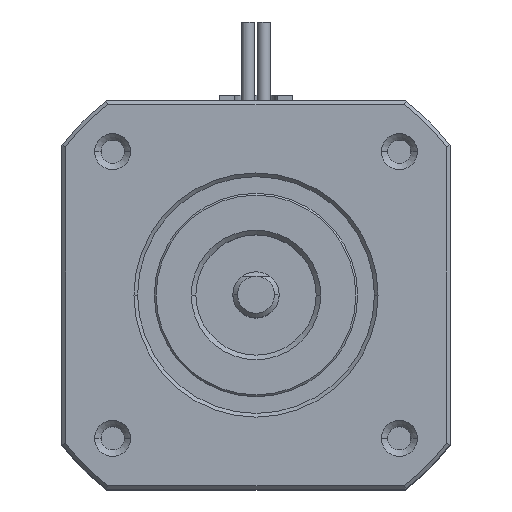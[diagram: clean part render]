
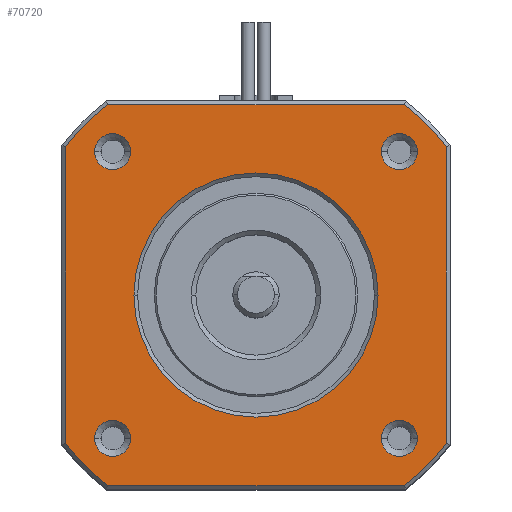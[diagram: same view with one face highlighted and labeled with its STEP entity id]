
A CAD part, top view. The second image highlights one B-rep face of the part: STEP entity #70720.
In plain terms, the highlighted planar face has unit normal (0, 0, 1).
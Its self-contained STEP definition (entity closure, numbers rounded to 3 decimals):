
#4010=CARTESIAN_POINT('',(-20.6,-16.027,
0.));
#4020=VERTEX_POINT('',#4010);
#4050=CARTESIAN_POINT('',(0.,0.,0.))
;
#4060=DIRECTION('',(-0.,-0.,1.));
#4070=DIRECTION('',(-1.,0.,-0.));
#4080=AXIS2_PLACEMENT_3D('',#4050,#4060,#4070);
#4090=CIRCLE('',#4080,26.1);
#4100=CARTESIAN_POINT('',(-16.027,-20.6,0.));
#4110=VERTEX_POINT('',#4100);
#4120=EDGE_CURVE('',#4020,#4110,#4090,.T.);
#8080=CARTESIAN_POINT('',(16.027,-20.6,0.));
#8090=VERTEX_POINT('',#8080);
#8120=CARTESIAN_POINT('',(0.,0.,0.)
);
#8130=DIRECTION('',(-0.,-0.,1.));
#8140=DIRECTION('',(-1.,0.,-0.));
#8150=AXIS2_PLACEMENT_3D('',#8120,#8130,#8140);
#8160=CIRCLE('',#8150,26.1);
#8170=CARTESIAN_POINT('',(20.6,-16.027,0.));
#8180=VERTEX_POINT('',#8170);
#8190=EDGE_CURVE('',#8090,#8180,#8160,.T.);
#15650=CARTESIAN_POINT('',(13.55,-15.5,0.));
#15660=VERTEX_POINT('',#15650);
#15690=CARTESIAN_POINT('',(15.5,-15.5,0.));
#15700=DIRECTION('',(-0.,-0.,-1.));
#15710=DIRECTION('',(1.,0.,0.));
#15720=AXIS2_PLACEMENT_3D('',#15690,#15700,#15710);
#15730=CIRCLE('',#15720,1.95);
#15740=CARTESIAN_POINT('',(17.45,-15.5,0.));
#15750=VERTEX_POINT('',#15740);
#15760=EDGE_CURVE('',#15660,#15750,#15730,.T.);
#21450=CARTESIAN_POINT('',(-13.2,0.,
0.));
#21460=VERTEX_POINT('',#21450);
#21490=CARTESIAN_POINT('',(0.,0.,
0.));
#21500=DIRECTION('',(-0.,-0.,-1.));
#21510=DIRECTION('',(1.,0.,0.));
#21520=AXIS2_PLACEMENT_3D('',#21490,#21500,#21510);
#21530=CIRCLE('',#21520,13.2);
#21540=CARTESIAN_POINT('',(13.2,0.,0.));
#21550=VERTEX_POINT('',#21540);
#21560=EDGE_CURVE('',#21460,#21550,#21530,.T.);
#38090=CARTESIAN_POINT('',(-15.5,15.5,0.));
#38100=DIRECTION('',(-0.,-0.,-1.));
#38110=DIRECTION('',(1.,0.,0.));
#38120=AXIS2_PLACEMENT_3D('',#38090,#38100,#38110);
#38130=CIRCLE('',#38120,1.95);
#38140=CARTESIAN_POINT('',(-15.5,17.45,0.));
#38150=VERTEX_POINT('',#38140);
#38160=CARTESIAN_POINT('',(-13.55,15.5,0.));
#38170=VERTEX_POINT('',#38160);
#38180=EDGE_CURVE('',#38150,#38170,#38130,.T.);
#38320=CARTESIAN_POINT('',(-17.45,15.5,0.));
#38330=VERTEX_POINT('',#38320);
#38360=EDGE_CURVE('',#38330,#38150,#38130,.T.);
#49370=CARTESIAN_POINT('',(-13.55,-15.5,0.));
#49380=VERTEX_POINT('',#49370);
#49540=CARTESIAN_POINT('',(-17.45,-15.5,0.));
#49550=VERTEX_POINT('',#49540);
#49580=CARTESIAN_POINT('',(-15.5,-15.5,0.));
#49590=DIRECTION('',(-0.,-0.,-1.));
#49600=DIRECTION('',(1.,0.,0.));
#49610=AXIS2_PLACEMENT_3D('',#49580,#49590,#49600);
#49620=CIRCLE('',#49610,1.95);
#49630=EDGE_CURVE('',#49550,#49380,#49620,.T.);
#50180=CARTESIAN_POINT('',(17.45,15.5,0.));
#50190=VERTEX_POINT('',#50180);
#50350=CARTESIAN_POINT('',(13.55,15.5,0.));
#50360=VERTEX_POINT('',#50350);
#50390=CARTESIAN_POINT('',(15.5,15.5,0.));
#50400=DIRECTION('',(-0.,-0.,-1.));
#50410=DIRECTION('',(1.,0.,0.));
#50420=AXIS2_PLACEMENT_3D('',#50390,#50400,#50410);
#50430=CIRCLE('',#50420,1.95);
#50440=EDGE_CURVE('',#50360,#50190,#50430,.T.);
#52180=CARTESIAN_POINT('',(20.6,0.,-0.));
#52190=DIRECTION('',(0.,-1.,0.));
#52200=VECTOR('',#52190,1.);
#52210=LINE('',#52180,#52200);
#52220=CARTESIAN_POINT('',(20.6,16.027,0.));
#52230=VERTEX_POINT('',#52220);
#52240=EDGE_CURVE('',#52230,#8180,#52210,.T.);
#54990=CARTESIAN_POINT('',(0.,0.,
0.));
#55000=DIRECTION('',(-0.,-0.,1.));
#55010=DIRECTION('',(-1.,0.,-0.));
#55020=AXIS2_PLACEMENT_3D('',#54990,#55000,#55010);
#55030=CIRCLE('',#55020,26.1);
#55040=CARTESIAN_POINT('',(16.027,20.6,0.));
#55050=VERTEX_POINT('',#55040);
#55060=EDGE_CURVE('',#52230,#55050,#55030,.T.);
#58600=CARTESIAN_POINT('',(0.,20.6,0.));
#58610=DIRECTION('',(1.,0.,-0.));
#58620=VECTOR('',#58610,1.);
#58630=LINE('',#58600,#58620);
#58640=CARTESIAN_POINT('',(-16.027,20.6,
0.));
#58650=VERTEX_POINT('',#58640);
#58660=EDGE_CURVE('',#58650,#55050,#58630,.T.);
#60240=CARTESIAN_POINT('',(0.,-20.6,0.));
#60250=DIRECTION('',(-1.,0.,0.));
#60260=VECTOR('',#60250,1.);
#60270=LINE('',#60240,#60260);
#60280=EDGE_CURVE('',#8090,#4110,#60270,.T.);
#61650=CARTESIAN_POINT('',(0.,0.,0.)
);
#61660=DIRECTION('',(-0.,-0.,1.));
#61670=DIRECTION('',(-1.,0.,-0.));
#61680=AXIS2_PLACEMENT_3D('',#61650,#61660,#61670);
#61690=CIRCLE('',#61680,26.1);
#61700=CARTESIAN_POINT('',(-20.6,16.027,0.));
#61710=VERTEX_POINT('',#61700);
#61720=EDGE_CURVE('',#58650,#61710,#61690,.T.);
#70220=CARTESIAN_POINT('',(-20.6,-20.6,0.));
#70230=DIRECTION('',(0.,0.,1.));
#70240=DIRECTION('',(1.,0.,-0.));
#70250=AXIS2_PLACEMENT_3D('',#70220,#70230,#70240);
#70260=PLANE('',#70250);
#70270=ORIENTED_EDGE('',*,*,#4120,.T.);
#70280=CARTESIAN_POINT('',(-20.6,0.,0.));
#70290=DIRECTION('',(0.,1.,-0.));
#70300=VECTOR('',#70290,1.);
#70310=LINE('',#70280,#70300);
#70320=EDGE_CURVE('',#4020,#61710,#70310,.T.);
#70330=ORIENTED_EDGE('',*,*,#70320,.F.);
#70340=ORIENTED_EDGE('',*,*,#61720,.T.);
#70350=ORIENTED_EDGE('',*,*,#58660,.F.);
#70360=ORIENTED_EDGE('',*,*,#55060,.T.);
#70370=ORIENTED_EDGE('',*,*,#52240,.F.);
#70380=ORIENTED_EDGE('',*,*,#8190,.T.);
#70390=ORIENTED_EDGE('',*,*,#60280,.F.);
#70400=EDGE_LOOP('',(#70390,#70380,#70370,#70360,#70350,#70340,#70330,
#70270));
#70410=FACE_OUTER_BOUND('',#70400,.T.);
#70420=EDGE_CURVE('',#50190,#50360,#50430,.T.);
#70430=ORIENTED_EDGE('',*,*,#70420,.T.);
#70440=ORIENTED_EDGE('',*,*,#50440,.T.);
#70450=EDGE_LOOP('',(#70440,#70430));
#70460=FACE_BOUND('',#70450,.T.);
#70470=EDGE_CURVE('',#38170,#38330,#38130,.T.);
#70480=ORIENTED_EDGE('',*,*,#70470,.T.);
#70490=ORIENTED_EDGE('',*,*,#38180,.T.);
#70500=ORIENTED_EDGE('',*,*,#38360,.T.);
#70510=EDGE_LOOP('',(#70500,#70490,#70480));
#70520=FACE_BOUND('',#70510,.T.);
#70530=EDGE_CURVE('',#49380,#49550,#49620,.T.);
#70540=ORIENTED_EDGE('',*,*,#70530,.T.);
#70550=ORIENTED_EDGE('',*,*,#49630,.T.);
#70560=EDGE_LOOP('',(#70550,#70540));
#70570=FACE_BOUND('',#70560,.T.);
#70580=ORIENTED_EDGE('',*,*,#15760,.T.);
#70590=CARTESIAN_POINT('',(15.5,-17.45,0.));
#70600=VERTEX_POINT('',#70590);
#70610=EDGE_CURVE('',#70600,#15660,#15730,.T.);
#70620=ORIENTED_EDGE('',*,*,#70610,.T.);
#70630=EDGE_CURVE('',#15750,#70600,#15730,.T.);
#70640=ORIENTED_EDGE('',*,*,#70630,.T.);
#70650=EDGE_LOOP('',(#70640,#70620,#70580));
#70660=FACE_BOUND('',#70650,.T.);
#70670=EDGE_CURVE('',#21550,#21460,#21530,.T.);
#70680=ORIENTED_EDGE('',*,*,#70670,.T.);
#70690=ORIENTED_EDGE('',*,*,#21560,.T.);
#70700=EDGE_LOOP('',(#70690,#70680));
#70710=FACE_BOUND('',#70700,.T.);
#70720=ADVANCED_FACE('',(#70410,#70460,#70520,#70570,#70660,#70710),
#70260,.T.);
